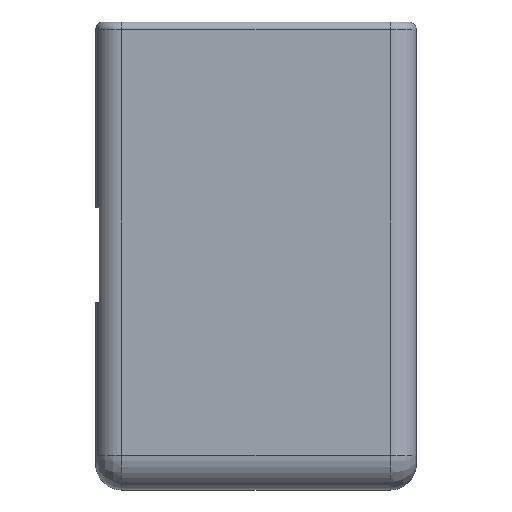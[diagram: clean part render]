
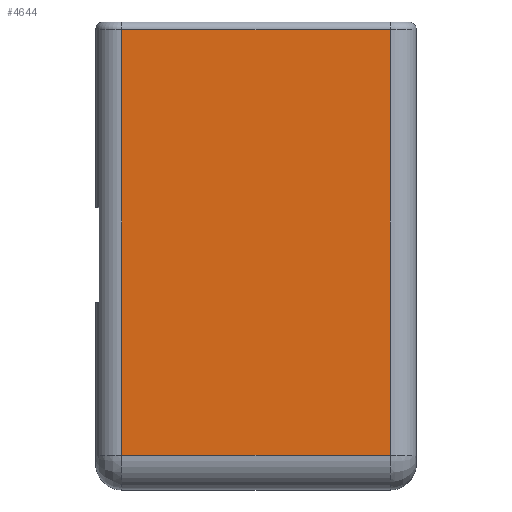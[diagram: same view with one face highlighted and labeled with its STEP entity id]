
A CAD part, top view. The second image highlights one B-rep face of the part: STEP entity #4644.
In plain terms, the highlighted planar face has unit normal (0, 0, 1).
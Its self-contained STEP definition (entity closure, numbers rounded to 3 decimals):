
#1105 = CYLINDRICAL_SURFACE('',#1106,3.);
#1106 = AXIS2_PLACEMENT_3D('',#1107,#1108,#1109);
#1107 = CARTESIAN_POINT('',(-15.5,-12.,10.));
#1108 = DIRECTION('',(0.,1.,0.));
#1109 = DIRECTION('',(0.,0.,1.));
#3049 = VERTEX_POINT('',#3050);
#3050 = CARTESIAN_POINT('',(-15.5,37.1,13.));
#3077 = EDGE_CURVE('',#3078,#3049,#3080,.T.);
#3078 = VERTEX_POINT('',#3079);
#3079 = CARTESIAN_POINT('',(-15.5,-12.,13.));
#3080 = SURFACE_CURVE('',#3081,(#3085,#3092),.PCURVE_S1.);
#3081 = LINE('',#3082,#3083);
#3082 = CARTESIAN_POINT('',(-15.5,-12.,13.));
#3083 = VECTOR('',#3084,1.);
#3084 = DIRECTION('',(0.,1.,0.));
#3085 = PCURVE('',#1105,#3086);
#3086 = DEFINITIONAL_REPRESENTATION('',(#3087),#3091);
#3087 = LINE('',#3088,#3089);
#3088 = CARTESIAN_POINT('',(0.,0.));
#3089 = VECTOR('',#3090,1.);
#3090 = DIRECTION('',(0.,1.));
#3091 = ( GEOMETRIC_REPRESENTATION_CONTEXT(2) 
PARAMETRIC_REPRESENTATION_CONTEXT() REPRESENTATION_CONTEXT('2D SPACE',''
  ) );
#3092 = PCURVE('',#3093,#3098);
#3093 = PLANE('',#3094);
#3094 = AXIS2_PLACEMENT_3D('',#3095,#3096,#3097);
#3095 = CARTESIAN_POINT('',(0.,11.,13.));
#3096 = DIRECTION('',(0.,0.,-1.));
#3097 = DIRECTION('',(-1.,0.,0.));
#3098 = DEFINITIONAL_REPRESENTATION('',(#3099),#3103);
#3099 = LINE('',#3100,#3101);
#3100 = CARTESIAN_POINT('',(15.5,-23.));
#3101 = VECTOR('',#3102,1.);
#3102 = DIRECTION('',(0.,1.));
#3103 = ( GEOMETRIC_REPRESENTATION_CONTEXT(2) 
PARAMETRIC_REPRESENTATION_CONTEXT() REPRESENTATION_CONTEXT('2D SPACE',''
  ) );
#4302 = CYLINDRICAL_SURFACE('',#4303,4.);
#4303 = AXIS2_PLACEMENT_3D('',#4304,#4305,#4306);
#4304 = CARTESIAN_POINT('',(18.5,-12.,9.));
#4305 = DIRECTION('',(-1.,0.,0.));
#4306 = DIRECTION('',(0.,0.,1.));
#4476 = CYLINDRICAL_SURFACE('',#4477,3.);
#4477 = AXIS2_PLACEMENT_3D('',#4478,#4479,#4480);
#4478 = CARTESIAN_POINT('',(15.5,38.,10.));
#4479 = DIRECTION('',(0.,-1.,0.));
#4480 = DIRECTION('',(1.,0.,0.));
#4605 = CYLINDRICAL_SURFACE('',#4606,0.9);
#4606 = AXIS2_PLACEMENT_3D('',#4607,#4608,#4609);
#4607 = CARTESIAN_POINT('',(-15.5,37.1,12.1));
#4608 = DIRECTION('',(1.,0.,0.));
#4609 = DIRECTION('',(0.,1.,0.));
#4644 = ADVANCED_FACE('',(#4645),#3093,.F.);
#4645 = FACE_BOUND('',#4646,.F.);
#4646 = EDGE_LOOP('',(#4647,#4672,#4693,#4694));
#4647 = ORIENTED_EDGE('',*,*,#4648,.T.);
#4648 = EDGE_CURVE('',#4649,#4651,#4653,.T.);
#4649 = VERTEX_POINT('',#4650);
#4650 = CARTESIAN_POINT('',(15.5,37.1,13.));
#4651 = VERTEX_POINT('',#4652);
#4652 = CARTESIAN_POINT('',(15.5,-12.,13.));
#4653 = SURFACE_CURVE('',#4654,(#4658,#4665),.PCURVE_S1.);
#4654 = LINE('',#4655,#4656);
#4655 = CARTESIAN_POINT('',(15.5,38.,13.));
#4656 = VECTOR('',#4657,1.);
#4657 = DIRECTION('',(0.,-1.,0.));
#4658 = PCURVE('',#3093,#4659);
#4659 = DEFINITIONAL_REPRESENTATION('',(#4660),#4664);
#4660 = LINE('',#4661,#4662);
#4661 = CARTESIAN_POINT('',(-15.5,27.));
#4662 = VECTOR('',#4663,1.);
#4663 = DIRECTION('',(0.,-1.));
#4664 = ( GEOMETRIC_REPRESENTATION_CONTEXT(2) 
PARAMETRIC_REPRESENTATION_CONTEXT() REPRESENTATION_CONTEXT('2D SPACE',''
  ) );
#4665 = PCURVE('',#4476,#4666);
#4666 = DEFINITIONAL_REPRESENTATION('',(#4667),#4671);
#4667 = LINE('',#4668,#4669);
#4668 = CARTESIAN_POINT('',(1.571,0.));
#4669 = VECTOR('',#4670,1.);
#4670 = DIRECTION('',(0.,1.));
#4671 = ( GEOMETRIC_REPRESENTATION_CONTEXT(2) 
PARAMETRIC_REPRESENTATION_CONTEXT() REPRESENTATION_CONTEXT('2D SPACE',''
  ) );
#4672 = ORIENTED_EDGE('',*,*,#4673,.T.);
#4673 = EDGE_CURVE('',#4651,#3078,#4674,.T.);
#4674 = SURFACE_CURVE('',#4675,(#4679,#4686),.PCURVE_S1.);
#4675 = LINE('',#4676,#4677);
#4676 = CARTESIAN_POINT('',(18.5,-12.,13.));
#4677 = VECTOR('',#4678,1.);
#4678 = DIRECTION('',(-1.,0.,0.));
#4679 = PCURVE('',#3093,#4680);
#4680 = DEFINITIONAL_REPRESENTATION('',(#4681),#4685);
#4681 = LINE('',#4682,#4683);
#4682 = CARTESIAN_POINT('',(-18.5,-23.));
#4683 = VECTOR('',#4684,1.);
#4684 = DIRECTION('',(1.,0.));
#4685 = ( GEOMETRIC_REPRESENTATION_CONTEXT(2) 
PARAMETRIC_REPRESENTATION_CONTEXT() REPRESENTATION_CONTEXT('2D SPACE',''
  ) );
#4686 = PCURVE('',#4302,#4687);
#4687 = DEFINITIONAL_REPRESENTATION('',(#4688),#4692);
#4688 = LINE('',#4689,#4690);
#4689 = CARTESIAN_POINT('',(0.,0.));
#4690 = VECTOR('',#4691,1.);
#4691 = DIRECTION('',(0.,1.));
#4692 = ( GEOMETRIC_REPRESENTATION_CONTEXT(2) 
PARAMETRIC_REPRESENTATION_CONTEXT() REPRESENTATION_CONTEXT('2D SPACE',''
  ) );
#4693 = ORIENTED_EDGE('',*,*,#3077,.T.);
#4694 = ORIENTED_EDGE('',*,*,#4695,.T.);
#4695 = EDGE_CURVE('',#3049,#4649,#4696,.T.);
#4696 = SURFACE_CURVE('',#4697,(#4701,#4708),.PCURVE_S1.);
#4697 = LINE('',#4698,#4699);
#4698 = CARTESIAN_POINT('',(-15.5,37.1,13.));
#4699 = VECTOR('',#4700,1.);
#4700 = DIRECTION('',(1.,0.,0.));
#4701 = PCURVE('',#3093,#4702);
#4702 = DEFINITIONAL_REPRESENTATION('',(#4703),#4707);
#4703 = LINE('',#4704,#4705);
#4704 = CARTESIAN_POINT('',(15.5,26.1));
#4705 = VECTOR('',#4706,1.);
#4706 = DIRECTION('',(-1.,0.));
#4707 = ( GEOMETRIC_REPRESENTATION_CONTEXT(2) 
PARAMETRIC_REPRESENTATION_CONTEXT() REPRESENTATION_CONTEXT('2D SPACE',''
  ) );
#4708 = PCURVE('',#4605,#4709);
#4709 = DEFINITIONAL_REPRESENTATION('',(#4710),#4714);
#4710 = LINE('',#4711,#4712);
#4711 = CARTESIAN_POINT('',(1.571,0.));
#4712 = VECTOR('',#4713,1.);
#4713 = DIRECTION('',(0.,1.));
#4714 = ( GEOMETRIC_REPRESENTATION_CONTEXT(2) 
PARAMETRIC_REPRESENTATION_CONTEXT() REPRESENTATION_CONTEXT('2D SPACE',''
  ) );
